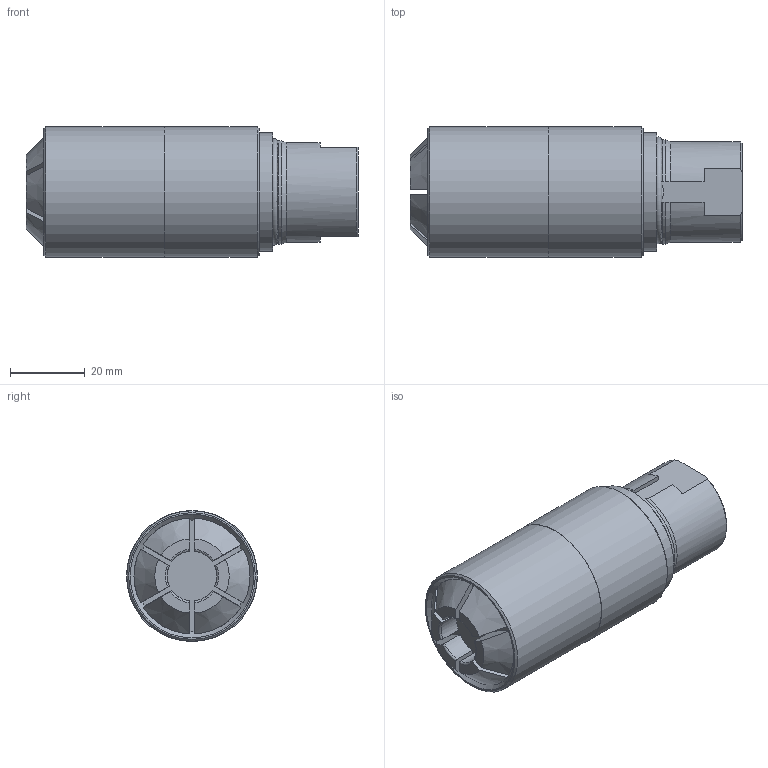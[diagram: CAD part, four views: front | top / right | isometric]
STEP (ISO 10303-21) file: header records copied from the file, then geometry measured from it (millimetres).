
FILE_DESCRIPTION(/* description */ (''),/* implementation_level */ '2;1');
FILE_NAME(/* name */ 'FR7008061.stp',/* time_stamp */ '2019-10-09T08:56:01-05:00',/* author */ ('jake.chandler'),/* organization */ ('FasTest,Inc.'),/* preprocessor_version */ 'ST-DEVELOPER v17.2',/* originating_system */ 'Autodesk Inventor 2019',/* authorisation */ '');
FILE_SCHEMA (('AUTOMOTIVE_DESIGN { 1 0 10303 214 3 1 1 }'));
Length unit declared in the file: inch
Products named in the file (1): FR7008061_Shrinkwrap_1
Bounding box: 88.88 x 35.05 x 35.05 mm (x, y, z)
Volume: 70148.6 mm3; surface area: 12068.6 mm2
Topology: 1 solids, 1 shells, 80 faces, 231 edges, 157 vertices
Faces by surface type: plane 34, cylinder 21, cone 17, torus 8
Full cylindrical faces by diameter (mm): 31.75 x1, 34.925 x1, 35.052 x1
Entity records: 3167 total; most frequent: CARTESIAN_POINT 1018, ORIENTED_EDGE 462, DIRECTION 384, EDGE_CURVE 231, VERTEX_POINT 157, AXIS2_PLACEMENT_3D 154, EDGE_LOOP 86, FACE_OUTER_BOUND 80
